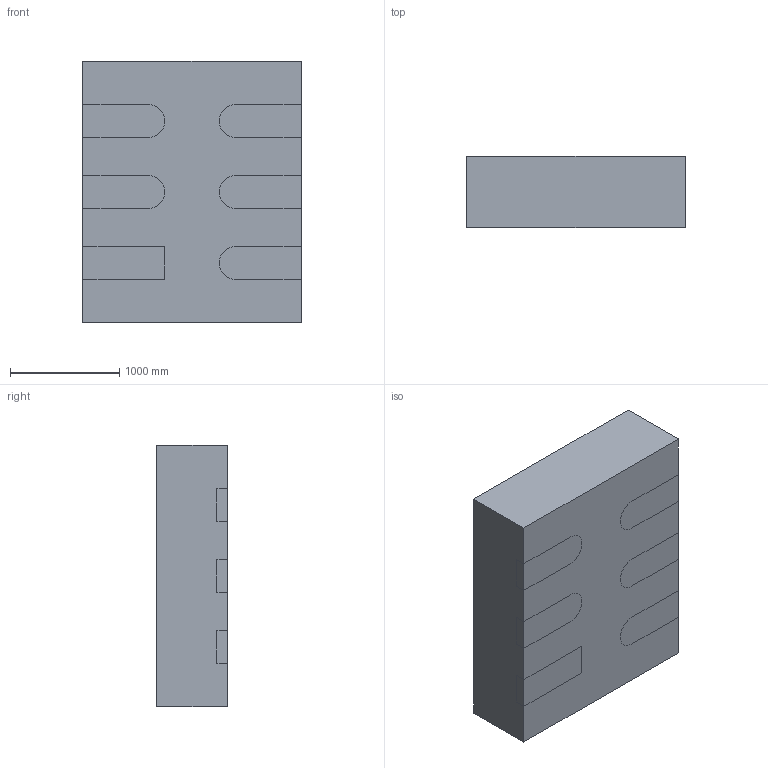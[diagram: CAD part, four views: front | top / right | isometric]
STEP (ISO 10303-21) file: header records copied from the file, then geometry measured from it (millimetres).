
FILE_DESCRIPTION (( 'STEP AP214' ), '1' );
FILE_NAME ('TSL25911FN.STEP', '2022-04-29T12:39:42', ( '' ), ( '' ), 'SwSTEP 2.0', 'SolidWorks 2018', '' );
FILE_SCHEMA (( 'AUTOMOTIVE_DESIGN' ));
Length unit declared in the file: millimetre
Products named in the file (2): TSL25911FN
Bounding box: 2000 x 650 x 2400 mm (x, y, z)
Surface area: 27299392.8 mm2
Topology: 9 solids, 9 shells, 113 faces, 285 edges, 190 vertices
Faces by surface type: plane 99, cylinder 14
Entity records: 4546 total; most frequent: CARTESIAN_POINT 590, ORIENTED_EDGE 570, DIRECTION 543, EDGE_CURVE 285, VECTOR 257, LINE 257, VERTEX_POINT 190, AXIS2_PLACEMENT_3D 143
